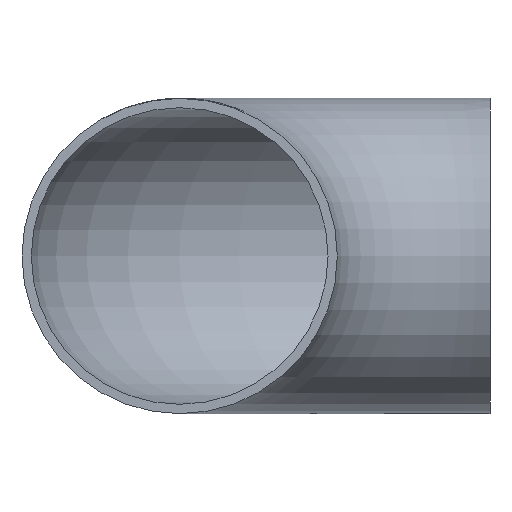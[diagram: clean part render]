
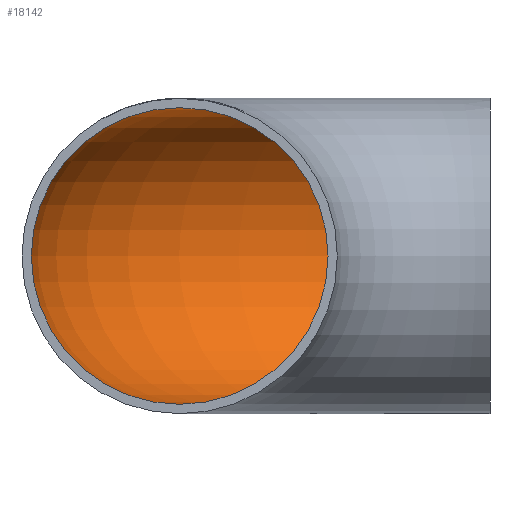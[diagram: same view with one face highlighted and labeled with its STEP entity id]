
A CAD part, front view. The second image highlights one B-rep face of the part: STEP entity #18142.
In plain terms, the highlighted toroidal (fillet/blend) face has major radius 100 mm and minor radius 47.8 mm.
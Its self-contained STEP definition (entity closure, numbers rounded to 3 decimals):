
#635 = CARTESIAN_POINT ( 'NONE',  ( -100., 0., 0. ) ) ;
#2860 = CARTESIAN_POINT ( 'NONE',  ( -100., 0., 47.8 ) ) ;
#3138 = AXIS2_PLACEMENT_3D ( 'NONE', #5967, #14973, #8959 ) ;
#4780 = FACE_OUTER_BOUND ( 'NONE', #14080, .T. ) ;
#5181 = CARTESIAN_POINT ( 'NONE',  ( 0., 0., 0. ) ) ;
#5967 = CARTESIAN_POINT ( 'NONE',  ( 0., 100., 0. ) ) ;
#6403 = FACE_OUTER_BOUND ( 'NONE', #7252, .T. ) ;
#7107 = DIRECTION ( 'NONE',  ( 0., 0., 1. ) ) ;
#7252 = EDGE_LOOP ( 'NONE', ( #10550 ) ) ;
#8959 = DIRECTION ( 'NONE',  ( 0., 1., 0. ) ) ;
#8975 = CIRCLE ( 'NONE', #15156, 47.8 ) ;
#9105 = EDGE_CURVE ( 'NONE', #12091, #12091, #8975, .T. ) ;
#9135 = CARTESIAN_POINT ( 'NONE',  ( 0., 147.8, 0. ) ) ;
#10006 = CIRCLE ( 'NONE', #3138, 47.8 ) ;
#10550 = ORIENTED_EDGE ( 'NONE', *, *, #14868, .T. ) ;
#12091 = VERTEX_POINT ( 'NONE', #2860 ) ;
#12844 = DIRECTION ( 'NONE',  ( 0., 0., -1. ) ) ;
#13383 = ORIENTED_EDGE ( 'NONE', *, *, #9105, .F. ) ;
#14080 = EDGE_LOOP ( 'NONE', ( #13383 ) ) ;
#14868 = EDGE_CURVE ( 'NONE', #19952, #19952, #10006, .T. ) ;
#14879 = DIRECTION ( 'NONE',  ( 0., 1., 0. ) ) ;
#14973 = DIRECTION ( 'NONE',  ( 1., 0., 0. ) ) ;
#15156 = AXIS2_PLACEMENT_3D ( 'NONE', #635, #14879, #7107 ) ;
#16901 = TOROIDAL_SURFACE ( 'NONE', #19490, 100., 47.8 ) ;
#18142 = ADVANCED_FACE ( 'NONE', ( #6403, #4780 ), #16901, .F. ) ;
#19075 = DIRECTION ( 'NONE',  ( -1., 0., 0. ) ) ;
#19490 = AXIS2_PLACEMENT_3D ( 'NONE', #5181, #12844, #19075 ) ;
#19952 = VERTEX_POINT ( 'NONE', #9135 ) ;
